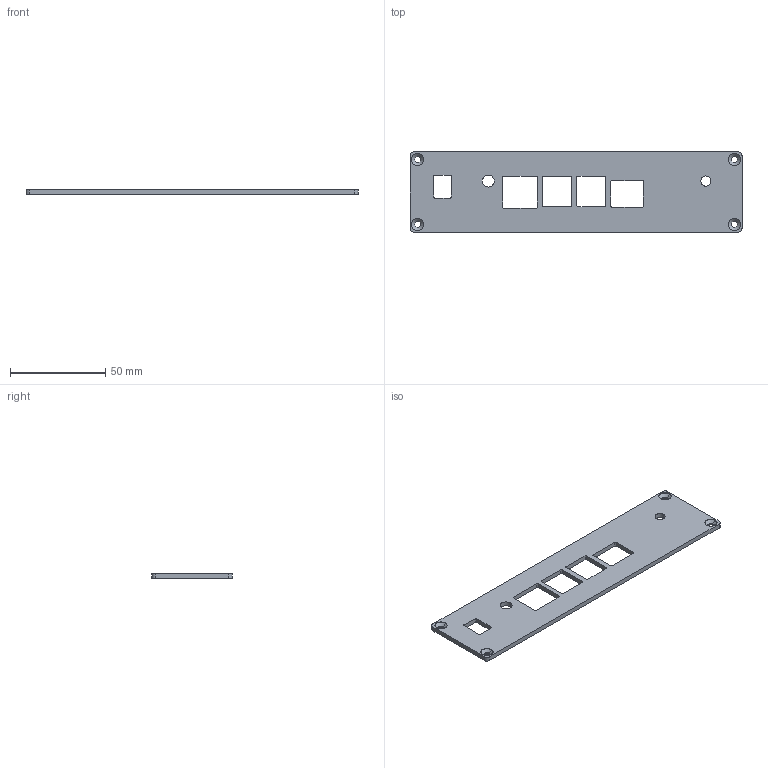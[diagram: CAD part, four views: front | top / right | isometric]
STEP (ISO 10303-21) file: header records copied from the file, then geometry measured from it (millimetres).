
FILE_DESCRIPTION(('Open CASCADE Model'),'2;1');
FILE_NAME('Open CASCADE Shape Model','2021-02-13T10:20:07',('Author'),( 'Open CASCADE'),'Open CASCADE STEP processor 7.2','Open CASCADE 7.2' ,'Unknown');
FILE_SCHEMA(('AUTOMOTIVE_DESIGN { 1 0 10303 214 1 1 1 1 }'));
Length unit declared in the file: millimetre
Products named in the file (1): Open CASCADE STEP translator 7.2 1
Bounding box: 174 x 42 x 2.5 mm (x, y, z)
Volume: 15116.2 mm3; surface area: 14149.8 mm2
Topology: 1 solids, 1 shells, 82 faces, 220 edges, 144 vertices
Faces by surface type: cylinder 44, plane 30, cone 8
Entity records: 5566 total; most frequent: CARTESIAN_POINT 1047, DIRECTION 882, LINE 460, VECTOR 460, ORIENTED_EDGE 440, PCURVE 440, DEFINITIONAL_REPRESENTATION 440, EDGE_CURVE 220
